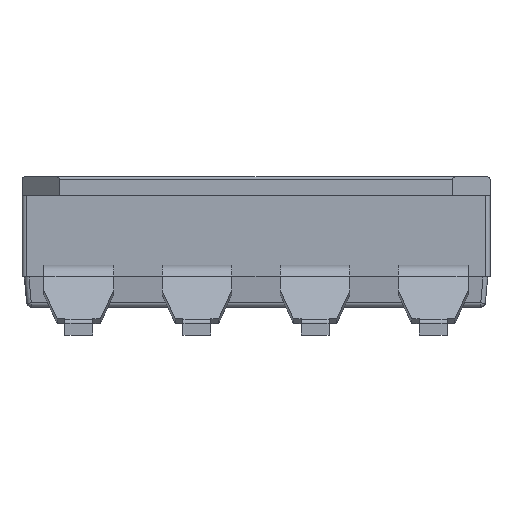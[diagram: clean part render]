
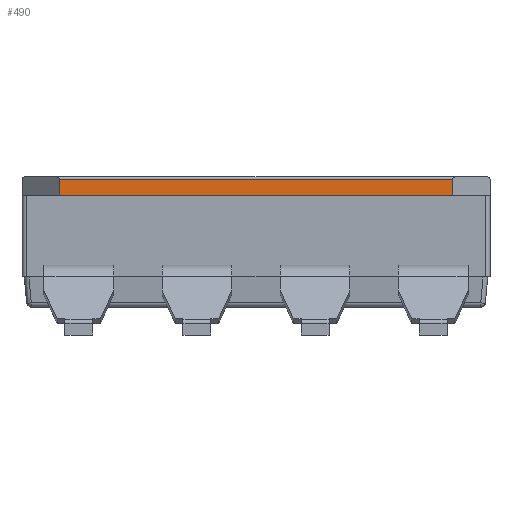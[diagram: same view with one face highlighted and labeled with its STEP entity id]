
A CAD part, front view. The second image highlights one B-rep face of the part: STEP entity #490.
In plain terms, the highlighted free-form (B-spline) face has degree [1, 1] with [2, 2] control points.
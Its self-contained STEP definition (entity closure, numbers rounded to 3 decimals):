
#490=ADVANCED_FACE('',(#867),#12429,.T.);
#867=FACE_OUTER_BOUND('',#1254,.T.);
#1254=EDGE_LOOP('',(#2942,#2943,#2944,#2945));
#2942=ORIENTED_EDGE('',*,*,#8878,.T.);
#2943=ORIENTED_EDGE('',*,*,#8832,.F.);
#2944=ORIENTED_EDGE('',*,*,#8831,.F.);
#2945=ORIENTED_EDGE('',*,*,#8828,.F.);
#4954=PCURVE('',#12419,#6808);
#4961=PCURVE('',#12211,#6815);
#4962=PCURVE('',#12420,#6816);
#5032=PCURVE('',#12429,#6886);
#5033=PCURVE('',#12429,#6887);
#5034=PCURVE('',#12429,#6888);
#5035=PCURVE('',#12429,#6889);
#5167=PCURVE('',#12446,#7021);
#6808=DEFINITIONAL_REPRESENTATION('',(#11105),#23678);
#6815=DEFINITIONAL_REPRESENTATION('',(#11115),#23678);
#6816=DEFINITIONAL_REPRESENTATION('',(#11117),#23678);
#6886=DEFINITIONAL_REPRESENTATION('',(#11217),#23678);
#6887=DEFINITIONAL_REPRESENTATION('',(#11218),#23678);
#6888=DEFINITIONAL_REPRESENTATION('',(#11219),#23678);
#6889=DEFINITIONAL_REPRESENTATION('',(#11220),#23678);
#7021=DEFINITIONAL_REPRESENTATION('',(#11388),#23678);
#7901=SURFACE_CURVE('',#11104,(#4954,#5035),.PCURVE_S1.);
#7904=SURFACE_CURVE('',#11114,(#4961,#5034),.PCURVE_S1.);
#7905=SURFACE_CURVE('',#11116,(#4962,#5033),.PCURVE_S1.);
#7951=SURFACE_CURVE('',#11216,(#5032,#5167),.PCURVE_S1.);
#8828=EDGE_CURVE('',#12002,#12001,#7901,.T.);
#8831=EDGE_CURVE('',#12001,#12004,#7904,.T.);
#8832=EDGE_CURVE('',#12004,#12007,#7905,.T.);
#8878=EDGE_CURVE('',#12002,#12007,#7951,.T.);
#11104=B_SPLINE_CURVE_WITH_KNOTS('',1,(#22545,#22546),.UNSPECIFIED.,.F.,
 .F.,(2,2),(-0.35,0.),.UNSPECIFIED.);
#11105=B_SPLINE_CURVE_WITH_KNOTS('',1,(#22547,#22548),.UNSPECIFIED.,.F.,
 .F.,(2,2),(-0.35,0.),.UNSPECIFIED.);
#11114=B_SPLINE_CURVE_WITH_KNOTS('',1,(#22597,#22598),.UNSPECIFIED.,.F.,
 .F.,(2,2),(-8.46,0.),.UNSPECIFIED.);
#11115=B_SPLINE_CURVE_WITH_KNOTS('',1,(#22599,#22600),.UNSPECIFIED.,.F.,
 .F.,(2,2),(-8.46,0.),.UNSPECIFIED.);
#11116=B_SPLINE_CURVE_WITH_KNOTS('',1,(#22601,#22602),.UNSPECIFIED.,.F.,
 .F.,(2,2),(-0.35,0.),.UNSPECIFIED.);
#11117=B_SPLINE_CURVE_WITH_KNOTS('',1,(#22603,#22604),.UNSPECIFIED.,.F.,
 .F.,(2,2),(-0.35,0.),.UNSPECIFIED.);
#11216=B_SPLINE_CURVE_WITH_KNOTS('',1,(#23025,#23026),.UNSPECIFIED.,.F.,
 .F.,(2,2),(6.285,14.745),.UNSPECIFIED.);
#11217=B_SPLINE_CURVE_WITH_KNOTS('',1,(#23027,#23028),.UNSPECIFIED.,.F.,
 .F.,(2,2),(6.285,14.745),.UNSPECIFIED.);
#11218=B_SPLINE_CURVE_WITH_KNOTS('',1,(#23029,#23030),.UNSPECIFIED.,.F.,
 .F.,(2,2),(-0.35,0.),.UNSPECIFIED.);
#11219=B_SPLINE_CURVE_WITH_KNOTS('',1,(#23031,#23032),.UNSPECIFIED.,.F.,
 .F.,(2,2),(-8.46,0.),.UNSPECIFIED.);
#11220=B_SPLINE_CURVE_WITH_KNOTS('',1,(#23033,#23034),.UNSPECIFIED.,.F.,
 .F.,(2,2),(-0.35,0.),.UNSPECIFIED.);
#11388=B_SPLINE_CURVE_WITH_KNOTS('',1,(#23437,#23438),.UNSPECIFIED.,.F.,
 .F.,(2,2),(6.285,14.745),.UNSPECIFIED.);
#12001=VERTEX_POINT('',#21190);
#12002=VERTEX_POINT('',#21191);
#12004=VERTEX_POINT('',#21193);
#12007=VERTEX_POINT('',#21196);
#12211=(
BOUNDED_SURFACE()
B_SPLINE_SURFACE(2,1,((#20455,#20456),(#20457,#20458),(#20459,#20460),(#20461,
#20462),(#20463,#20464),(#20465,#20466),(#20467,#20468),(#20469,#20470),
(#20471,#20472)),.UNSPECIFIED.,.T.,.F.,.F.)
B_SPLINE_SURFACE_WITH_KNOTS((3,2,2,2,3),(2,2),(0.,1.571,3.142,
4.712,6.283),(0.,10.296),.UNSPECIFIED.)
GEOMETRIC_REPRESENTATION_ITEM()
RATIONAL_B_SPLINE_SURFACE(((1.,1.),(0.707,0.707),
(1.,1.),(0.707,0.707),(1.,1.),(0.707,
0.707),(1.,1.),(0.707,0.707),(1.,1.)))
REPRESENTATION_ITEM('')
SURFACE()
);
#12419=B_SPLINE_SURFACE_WITH_KNOTS('',1,1,((#20451,#20452),(#20453,#20454)),
 .UNSPECIFIED.,.F.,.F.,.F.,(2,2),(2,2),(-1.052,0.652),(-0.13,
1.261),.UNSPECIFIED.);
#12420=B_SPLINE_SURFACE_WITH_KNOTS('',1,1,((#20473,#20474),(#20475,#20476)),
 .UNSPECIFIED.,.F.,.F.,.F.,(2,2),(2,2),(-1.052,0.652),(-0.13,
1.261),.UNSPECIFIED.);
#12429=B_SPLINE_SURFACE_WITH_KNOTS('',1,1,((#20563,#20564),(#20565,#20566)),
 .UNSPECIFIED.,.F.,.F.,.F.,(2,2),(2,2),(-0.898,10.958),(-2.372,
0.172),.UNSPECIFIED.);
#12446=B_SPLINE_SURFACE_WITH_KNOTS('',1,1,((#21009,#21010),(#21011,#21012)),
 .UNSPECIFIED.,.F.,.F.,.F.,(2,2),(2,2),(0.,9.941),(5.585,
19.053),.UNSPECIFIED.);
#20451=CARTESIAN_POINT('',(-4.138,-3.092,-1.052));
#20452=CARTESIAN_POINT('',(-5.122,-2.108,-1.052));
#20453=CARTESIAN_POINT('',(-4.138,-3.092,0.652));
#20454=CARTESIAN_POINT('',(-5.122,-2.108,0.652));
#20455=CARTESIAN_POINT('',(-5.148,-2.95,-0.1));
#20456=CARTESIAN_POINT('',(5.148,-2.95,-0.1));
#20457=CARTESIAN_POINT('',(-5.148,-2.9,-0.1));
#20458=CARTESIAN_POINT('',(5.148,-2.9,-0.1));
#20459=CARTESIAN_POINT('',(-5.148,-2.9,-0.05));
#20460=CARTESIAN_POINT('',(5.148,-2.9,-0.05));
#20461=CARTESIAN_POINT('',(-5.148,-2.9,0.));
#20462=CARTESIAN_POINT('',(5.148,-2.9,0.));
#20463=CARTESIAN_POINT('',(-5.148,-2.95,0.));
#20464=CARTESIAN_POINT('',(5.148,-2.95,0.));
#20465=CARTESIAN_POINT('',(-5.148,-3.,0.));
#20466=CARTESIAN_POINT('',(5.148,-3.,0.));
#20467=CARTESIAN_POINT('',(-5.148,-3.,-0.05));
#20468=CARTESIAN_POINT('',(5.148,-3.,-0.05));
#20469=CARTESIAN_POINT('',(-5.148,-3.,-0.1));
#20470=CARTESIAN_POINT('',(5.148,-3.,-0.1));
#20471=CARTESIAN_POINT('',(-5.148,-2.95,-0.1));
#20472=CARTESIAN_POINT('',(5.148,-2.95,-0.1));
#20473=CARTESIAN_POINT('',(5.122,-2.108,-1.052));
#20474=CARTESIAN_POINT('',(4.138,-3.092,-1.052));
#20475=CARTESIAN_POINT('',(5.122,-2.108,0.652));
#20476=CARTESIAN_POINT('',(4.138,-3.092,0.652));
#20563=CARTESIAN_POINT('',(-5.928,-3.,-2.372));
#20564=CARTESIAN_POINT('',(-5.928,-3.,0.172));
#20565=CARTESIAN_POINT('',(5.928,-3.,-2.372));
#20566=CARTESIAN_POINT('',(5.928,-3.,0.172));
#21009=CARTESIAN_POINT('',(-4.93,-3.,-0.4));
#21010=CARTESIAN_POINT('',(8.538,-3.,-0.4));
#21011=CARTESIAN_POINT('',(-4.93,-3.,-10.341));
#21012=CARTESIAN_POINT('',(8.538,-3.,-10.341));
#21190=CARTESIAN_POINT('',(-4.23,-3.,-0.05));
#21191=CARTESIAN_POINT('',(-4.23,-3.,-0.4));
#21193=CARTESIAN_POINT('',(4.23,-3.,-0.05));
#21196=CARTESIAN_POINT('',(4.23,-3.,-0.4));
#22545=CARTESIAN_POINT('',(-4.23,-3.,-0.4));
#22546=CARTESIAN_POINT('',(-4.23,-3.,-0.05));
#22547=CARTESIAN_POINT('',(-0.4,0.));
#22548=CARTESIAN_POINT('',(-0.05,0.));
#22597=CARTESIAN_POINT('',(-4.23,-3.,-0.05));
#22598=CARTESIAN_POINT('',(4.23,-3.,-0.05));
#22599=CARTESIAN_POINT('',(4.712,0.918));
#22600=CARTESIAN_POINT('',(4.712,9.378));
#22601=CARTESIAN_POINT('',(4.23,-3.,-0.05));
#22602=CARTESIAN_POINT('',(4.23,-3.,-0.4));
#22603=CARTESIAN_POINT('',(-0.05,1.131));
#22604=CARTESIAN_POINT('',(-0.4,1.131));
#23025=CARTESIAN_POINT('',(-4.23,-3.,-0.4));
#23026=CARTESIAN_POINT('',(4.23,-3.,-0.4));
#23027=CARTESIAN_POINT('',(0.8,-0.4));
#23028=CARTESIAN_POINT('',(9.26,-0.4));
#23029=CARTESIAN_POINT('',(9.26,-0.05));
#23030=CARTESIAN_POINT('',(9.26,-0.4));
#23031=CARTESIAN_POINT('',(0.8,-0.05));
#23032=CARTESIAN_POINT('',(9.26,-0.05));
#23033=CARTESIAN_POINT('',(0.8,-0.4));
#23034=CARTESIAN_POINT('',(0.8,-0.05));
#23437=CARTESIAN_POINT('',(0.,6.285));
#23438=CARTESIAN_POINT('',(0.,14.745));
#23678=(
GEOMETRIC_REPRESENTATION_CONTEXT(2)
PARAMETRIC_REPRESENTATION_CONTEXT()
REPRESENTATION_CONTEXT('pspace','')
);
